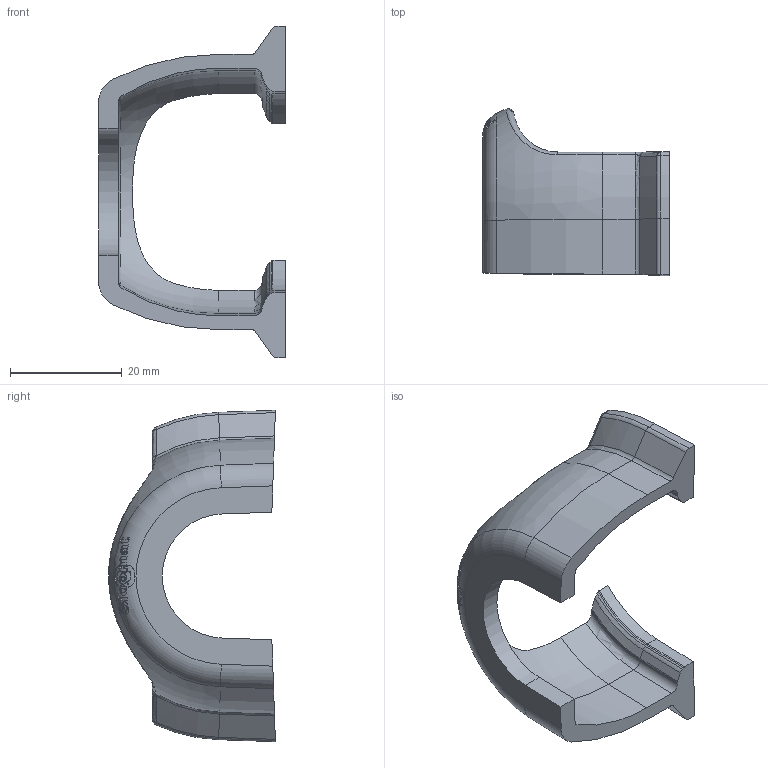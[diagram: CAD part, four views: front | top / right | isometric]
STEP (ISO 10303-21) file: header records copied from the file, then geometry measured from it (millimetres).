
FILE_DESCRIPTION (( 'STEP AP214' ), '1' );
FILE_NAME ('R235.022.000.STEP', '2019-10-24T14:25:54', ( '' ), ( '' ), 'SwSTEP 2.0', 'SolidWorks 2018', '' );
FILE_SCHEMA (( 'AUTOMOTIVE_DESIGN' ));
Length unit declared in the file: millimetre
Products named in the file (1): R235.022.000
Bounding box: 33.36 x 29.84 x 59.27 mm (x, y, z)
Volume: 7448.4 mm3; surface area: 5626.2 mm2
Topology: 1 solids, 1 shells, 240 faces, 613 edges, 392 vertices
Faces by surface type: bspline 135, torus 35, cylinder 34, plane 26, cone 8, sphere 2
Entity records: 19224 total; most frequent: CARTESIAN_POINT 14631, ORIENTED_EDGE 1222, EDGE_CURVE 611, DIRECTION 466, B_SPLINE_CURVE_WITH_KNOTS 413, VERTEX_POINT 392, EDGE_LOOP 259, ADVANCED_FACE 240
